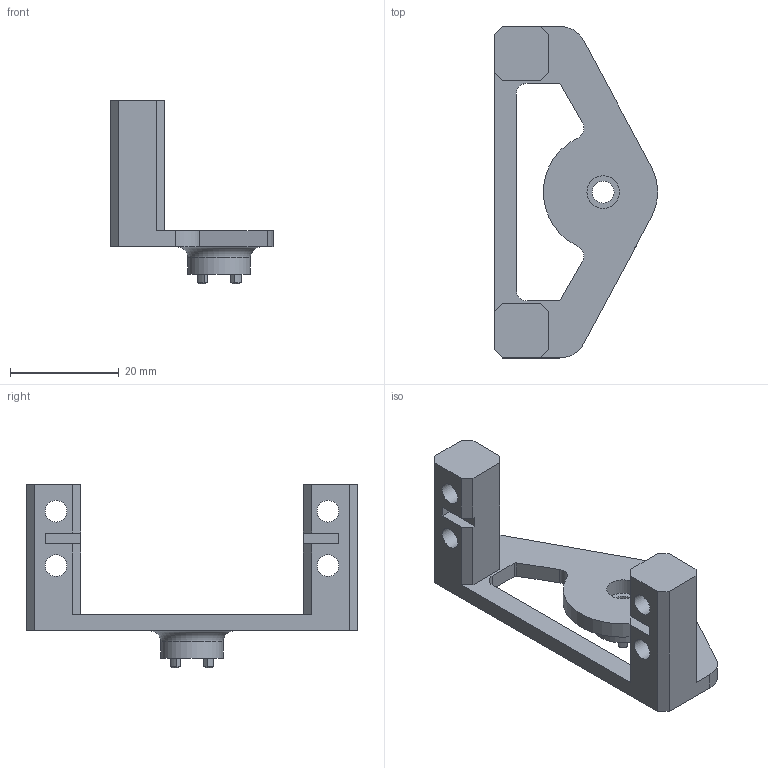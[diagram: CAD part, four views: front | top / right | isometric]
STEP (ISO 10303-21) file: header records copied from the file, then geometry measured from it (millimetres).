
FILE_DESCRIPTION(/* description */ (''),/* implementation_level */ '2;1');
FILE_NAME(/* name */ 'BearingPlate.stp',/* time_stamp */ '2023-04-16T23:23:50-04:00',/* author */ (''),/* organization */ (''),/* preprocessor_version */ 'ST-DEVELOPER v18.102',/* originating_system */ 'SIEMENS PLM Software NX2206.6002',/* authorisation */ '');
FILE_SCHEMA (('AUTOMOTIVE_DESIGN { 1 0 10303 214 3 1 1 1 }'));
Length unit declared in the file: millimetre
Products named in the file (1): BearingPlate
Bounding box: 30 x 61 x 33.8 mm (x, y, z)
Volume: 7618.7 mm3; surface area: 5373.7 mm2
Topology: 1 solids, 1 shells, 92 faces, 237 edges, 153 vertices
Faces by surface type: plane 66, cylinder 21, cone 4, torus 1
Full cylindrical faces by diameter (mm): 4 x5, 6 x1, 11.5 x1
Entity records: 2766 total; most frequent: CARTESIAN_POINT 495, ORIENTED_EDGE 454, DIRECTION 452, EDGE_CURVE 227, LINE 172, VECTOR 172, VERTEX_POINT 151, AXIS2_PLACEMENT_3D 140
